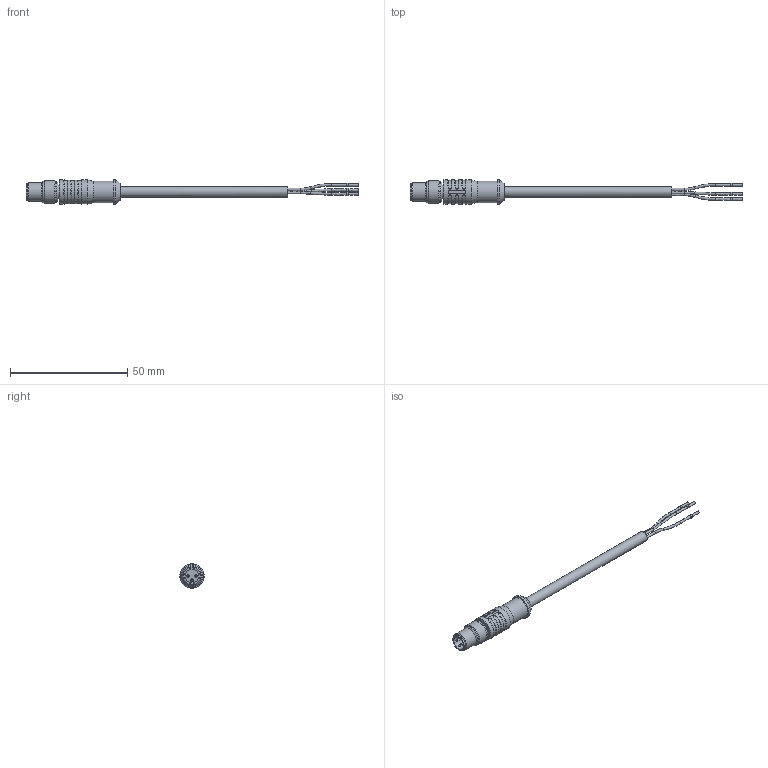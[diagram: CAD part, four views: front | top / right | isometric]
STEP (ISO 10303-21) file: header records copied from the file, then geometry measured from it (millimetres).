
FILE_DESCRIPTION(/* description */ (''),/* implementation_level */ '2;1');
FILE_NAME(/* name */ 'HT-SSP3_S2430.stp',/* time_stamp */ '2016-05-25T11:50:57+02:00',/* author */ (''),/* organization */ (''),/* preprocessor_version */ 'ST-DEVELOPER v16',/* originating_system */ 'SIEMENS PLM Software NX 10.0',/* authorisation */ '');
FILE_SCHEMA (('AUTOMOTIVE_DESIGN { 1 0 10303 214 3 1 1 1 }'));
Length unit declared in the file: millimetre
Products named in the file (1): HT-SSP3_S2430
Bounding box: 141.4 x 10.3 x 10.3 mm (x, y, z)
Volume: 3772.1 mm3; surface area: 2839.4 mm2
Topology: 1 solids, 1 shells, 150 faces, 327 edges, 229 vertices
Faces by surface type: cylinder 43, bspline 39, plane 30, torus 25, cone 10, sphere 3
Full cylindrical faces by diameter (mm): 1 x3, 1.4 x3, 4.4 x1, 5.8 x2, 6.9 x1, 8 x1, 9 x2, 9.1 x1, 9.6 x1, 10.3 x2
Entity records: 5454 total; most frequent: CARTESIAN_POINT 2508, DIRECTION 565, ORIENTED_EDGE 490, AXIS2_PLACEMENT_3D 259, EDGE_CURVE 245, EDGE_LOOP 222, VERTEX_POINT 169, ADVANCED_FACE 150
